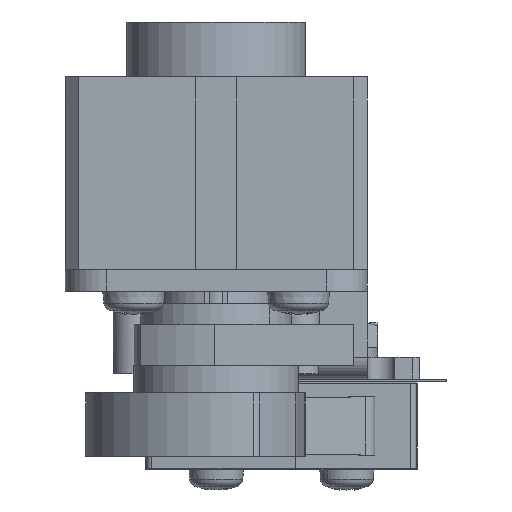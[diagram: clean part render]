
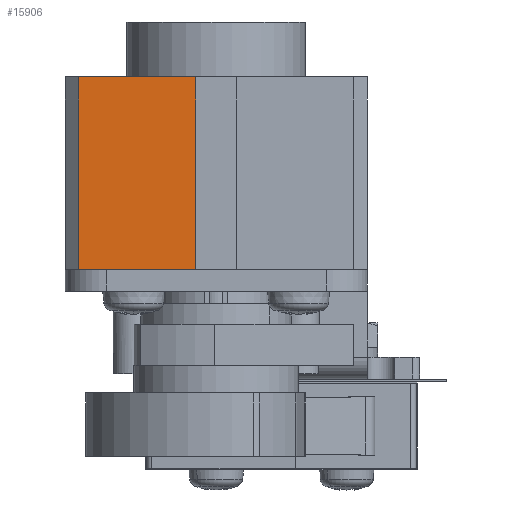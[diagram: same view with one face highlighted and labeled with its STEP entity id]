
A CAD part, front view. The second image highlights one B-rep face of the part: STEP entity #15906.
In plain terms, the highlighted planar face has unit normal (0, -1, 0).
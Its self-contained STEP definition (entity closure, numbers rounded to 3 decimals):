
#1116 = FACE_OUTER_BOUND ( 'NONE', #4688, .T. ) ;
#1229 = LINE ( 'NONE', #17057, #9823 ) ;
#3143 = LINE ( 'NONE', #13539, #12843 ) ;
#3413 = AXIS2_PLACEMENT_3D ( 'NONE', #13642, #11828, #10030 ) ;
#4688 = EDGE_LOOP ( 'NONE', ( #6074, #5084, #16505, #14337 ) ) ;
#5084 = ORIENTED_EDGE ( 'NONE', *, *, #7207, .T. ) ;
#5418 = EDGE_CURVE ( 'NONE', #13220, #16958, #11874, .T. ) ;
#6074 = ORIENTED_EDGE ( 'NONE', *, *, #9091, .F. ) ;
#7207 = EDGE_CURVE ( 'NONE', #15337, #13220, #1229, .T. ) ;
#7500 = VERTEX_POINT ( 'NONE', #13235 ) ;
#8256 = DIRECTION ( 'NONE',  ( -1., 0., 0. ) ) ;
#9019 = LINE ( 'NONE', #14026, #12118 ) ;
#9091 = EDGE_CURVE ( 'NONE', #15337, #7500, #9019, .T. ) ;
#9823 = VECTOR ( 'NONE', #15265, 1000. ) ;
#10030 = DIRECTION ( 'NONE',  ( 0., 0., 1. ) ) ;
#10070 = CARTESIAN_POINT ( 'NONE',  ( 11., -11., -4. ) ) ;
#11725 = DIRECTION ( 'NONE',  ( 0., 0., -1. ) ) ;
#11743 = CARTESIAN_POINT ( 'NONE',  ( -1.5, -11., -18. ) ) ;
#11828 = DIRECTION ( 'NONE',  ( 0., 1., 0. ) ) ;
#11874 = LINE ( 'NONE', #10070, #16466 ) ;
#12118 = VECTOR ( 'NONE', #12206, 1000. ) ;
#12206 = DIRECTION ( 'NONE',  ( -1., 0., 0. ) ) ;
#12843 = VECTOR ( 'NONE', #11725, 1000. ) ;
#13220 = VERTEX_POINT ( 'NONE', #13447 ) ;
#13235 = CARTESIAN_POINT ( 'NONE',  ( -10., -11., -18. ) ) ;
#13447 = CARTESIAN_POINT ( 'NONE',  ( -1.5, -11., -4. ) ) ;
#13539 = CARTESIAN_POINT ( 'NONE',  ( -10., -11., -18. ) ) ;
#13642 = CARTESIAN_POINT ( 'NONE',  ( 11., -11., -18. ) ) ;
#14026 = CARTESIAN_POINT ( 'NONE',  ( 11., -11., -18. ) ) ;
#14337 = ORIENTED_EDGE ( 'NONE', *, *, #15809, .T. ) ;
#15005 = CARTESIAN_POINT ( 'NONE',  ( -10., -11., -4. ) ) ;
#15265 = DIRECTION ( 'NONE',  ( 0., 0., 1. ) ) ;
#15337 = VERTEX_POINT ( 'NONE', #11743 ) ;
#15451 = PLANE ( 'NONE',  #3413 ) ;
#15809 = EDGE_CURVE ( 'NONE', #16958, #7500, #3143, .T. ) ;
#15906 = ADVANCED_FACE ( 'NONE', ( #1116 ), #15451, .F. ) ;
#16466 = VECTOR ( 'NONE', #8256, 1000. ) ;
#16505 = ORIENTED_EDGE ( 'NONE', *, *, #5418, .T. ) ;
#16958 = VERTEX_POINT ( 'NONE', #15005 ) ;
#17057 = CARTESIAN_POINT ( 'NONE',  ( -1.5, -11., -19.1 ) ) ;
